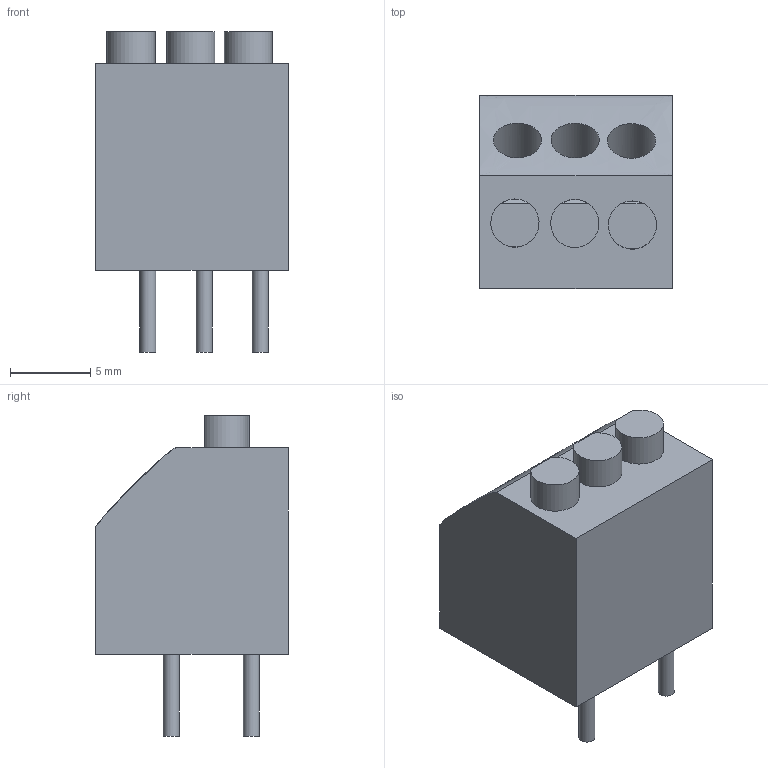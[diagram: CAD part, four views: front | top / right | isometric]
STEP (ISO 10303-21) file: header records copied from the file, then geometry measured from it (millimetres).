
FILE_DESCRIPTION(/* description */ (''),/* implementation_level */ '2;1');
FILE_NAME(/* name */ 'TBL002A-350-03GR-2OR v2.step',/* time_stamp */ '2021-08-30T19:22:14-05:00',/* author */ (''),/* organization */ (''),/* preprocessor_version */ 'ST-DEVELOPER v18.1',/* originating_system */ 'Autodesk Translation Framework v10.10.0.1391',/* authorisation */ '');
FILE_SCHEMA (('AUTOMOTIVE_DESIGN { 1 0 10303 214 3 1 1 }'));
Length unit declared in the file: millimetre
Products named in the file (3): TBL002A-350-03GR-2OR; Body; Leads
Assembly tree (2 placements, depth 2):
  TBL002A-350-03GR-2OR
    Body
    Leads
Bounding box: 12 x 12 x 19.95 mm (x, y, z)
Volume: 1660.4 mm3; surface area: 1131.8 mm2
Topology: 4 solids, 4 shells, 40 faces, 89 edges, 57 vertices
Faces by surface type: plane 21, cylinder 18, bspline 1
Full cylindrical faces by diameter (mm): 1 x3, 3 x3
Entity records: 1495 total; most frequent: CARTESIAN_POINT 489, DIRECTION 183, ORIENTED_EDGE 178, EDGE_CURVE 89, AXIS2_PLACEMENT_3D 71, VERTEX_POINT 57, EDGE_LOOP 46, LINE 41
